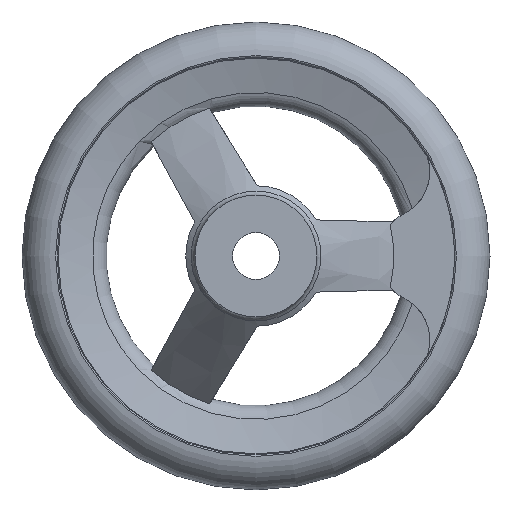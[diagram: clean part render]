
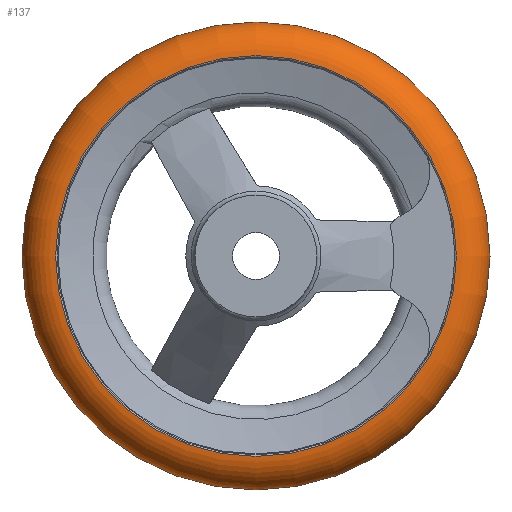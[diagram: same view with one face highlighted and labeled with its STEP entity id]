
A CAD part, front view. The second image highlights one B-rep face of the part: STEP entity #137.
In plain terms, the highlighted toroidal (fillet/blend) face has major radius 42.5 mm and minor radius 7.5 mm.
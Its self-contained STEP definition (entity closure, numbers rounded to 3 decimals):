
#137 = ADVANCED_FACE( '', ( #292, #293, #294 ), #295, .T. );
#292 = FACE_BOUND( '', #480, .T. );
#293 = FACE_OUTER_BOUND( '', #481, .T. );
#294 = FACE_OUTER_BOUND( '', #482, .T. );
#295 = TOROIDAL_SURFACE( '', #483, 42.5, 7.5 );
#480 = VERTEX_LOOP( '', #801 );
#481 = EDGE_LOOP( '', ( #802 ) );
#482 = EDGE_LOOP( '', ( #803 ) );
#483 = AXIS2_PLACEMENT_3D( '', #804, #805, #806 );
#801 = VERTEX_POINT( '', #978 );
#802 = ORIENTED_EDGE( '', *, *, #951, .T. );
#803 = ORIENTED_EDGE( '', *, *, #942, .F. );
#804 = CARTESIAN_POINT( '', ( 0., 25.5, 0. ) );
#805 = DIRECTION( '', ( 0., -1., 0. ) );
#806 = DIRECTION( '', ( 0., 0., -1. ) );
#942 = EDGE_CURVE( '', #1135, #1135, #1136, .T. );
#951 = EDGE_CURVE( '', #1149, #1149, #1150, .T. );
#978 = CARTESIAN_POINT( '', ( 0., 25.5, -50. ) );
#1135 = VERTEX_POINT( '', #1623 );
#1136 = CIRCLE( '', #1624, 42.813 );
#1149 = VERTEX_POINT( '', #1656 );
#1150 = CIRCLE( '', #1657, 42.813 );
#1623 = CARTESIAN_POINT( '', ( 0., 18.007, -42.813 ) );
#1624 = AXIS2_PLACEMENT_3D( '', #1863, #1864, #1865 );
#1656 = CARTESIAN_POINT( '', ( 0., 32.993, -42.813 ) );
#1657 = AXIS2_PLACEMENT_3D( '', #1878, #1879, #1880 );
#1863 = CARTESIAN_POINT( '', ( 0., 18.007, 0. ) );
#1864 = DIRECTION( '', ( 0., -1., 0. ) );
#1865 = DIRECTION( '', ( 0., 0., -1. ) );
#1878 = CARTESIAN_POINT( '', ( 0., 32.993, 0. ) );
#1879 = DIRECTION( '', ( 0., -1., 0. ) );
#1880 = DIRECTION( '', ( 0., 0., -1. ) );
